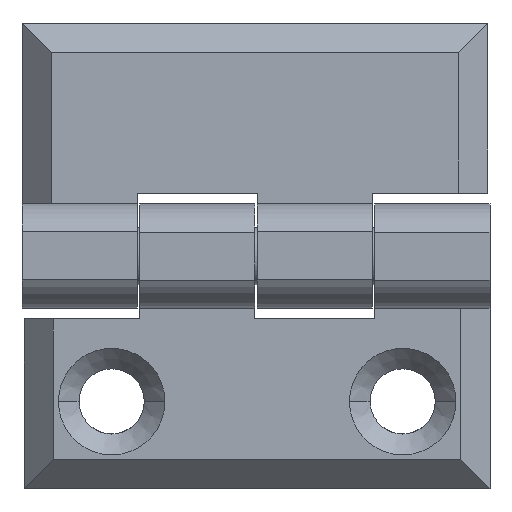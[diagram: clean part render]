
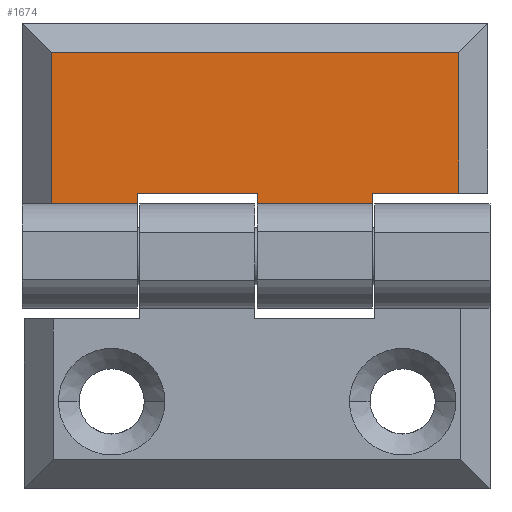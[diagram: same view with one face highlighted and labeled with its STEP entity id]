
A CAD part, top view. The second image highlights one B-rep face of the part: STEP entity #1674.
In plain terms, the highlighted planar face has unit normal (0, 0, 1).
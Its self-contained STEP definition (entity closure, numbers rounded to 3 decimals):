
#41 = DIRECTION ( 'NONE',  ( 0., -1., 0. ) ) ;
#107 = ORIENTED_EDGE ( 'NONE', *, *, #11941, .F. ) ;
#167 = AXIS2_PLACEMENT_3D ( 'NONE', #7000, #7992, #1349 ) ;
#298 = DIRECTION ( 'NONE',  ( 0., 1., 0. ) ) ;
#684 = DIRECTION ( 'NONE',  ( -1., 0., 0. ) ) ;
#754 = VECTOR ( 'NONE', #4262, 1000. ) ;
#1056 = DIRECTION ( 'NONE',  ( -1., 0., 0. ) ) ;
#1299 = VECTOR ( 'NONE', #11619, 1000. ) ;
#1318 = VERTEX_POINT ( 'NONE', #1648 ) ;
#1324 = VERTEX_POINT ( 'NONE', #12148 ) ;
#1349 = DIRECTION ( 'NONE',  ( -1., 0., 0. ) ) ;
#1482 = CARTESIAN_POINT ( 'NONE',  ( -43.623, -22.037, 20.359 ) ) ;
#1648 = CARTESIAN_POINT ( 'NONE',  ( -23.423, -21.137, 20.359 ) ) ;
#1661 = LINE ( 'NONE', #12104, #2723 ) ;
#1674 = ADVANCED_FACE ( 'NONE', ( #11723 ), #3217, .F. ) ;
#1694 = EDGE_CURVE ( 'NONE', #2660, #10794, #11139, .T. ) ;
#2216 = LINE ( 'NONE', #6933, #7702 ) ;
#2588 = CARTESIAN_POINT ( 'NONE',  ( -16.023, -9.037, 20.359 ) ) ;
#2660 = VERTEX_POINT ( 'NONE', #3785 ) ;
#2723 = VECTOR ( 'NONE', #684, 1000. ) ;
#2897 = CARTESIAN_POINT ( 'NONE',  ( -51.023, -9.037, 20.359 ) ) ;
#2947 = CARTESIAN_POINT ( 'NONE',  ( -43.623, -21.289, 20.359 ) ) ;
#2988 = EDGE_CURVE ( 'NONE', #4482, #1318, #9864, .T. ) ;
#3217 = PLANE ( 'NONE',  #167 ) ;
#3442 = ORIENTED_EDGE ( 'NONE', *, *, #8234, .F. ) ;
#3505 = CARTESIAN_POINT ( 'NONE',  ( -33.323, -26.537, 20.359 ) ) ;
#3564 = ORIENTED_EDGE ( 'NONE', *, *, #11659, .F. ) ;
#3699 = ORIENTED_EDGE ( 'NONE', *, *, #4350, .F. ) ;
#3711 = VECTOR ( 'NONE', #4710, 1000. ) ;
#3785 = CARTESIAN_POINT ( 'NONE',  ( -33.323, -22.037, 20.359 ) ) ;
#3809 = LINE ( 'NONE', #2947, #9534 ) ;
#4191 = VECTOR ( 'NONE', #1056, 1000. ) ;
#4262 = DIRECTION ( 'NONE',  ( 0., -1., 0. ) ) ;
#4329 = VERTEX_POINT ( 'NONE', #10559 ) ;
#4350 = EDGE_CURVE ( 'NONE', #12208, #2660, #10620, .T. ) ;
#4382 = CARTESIAN_POINT ( 'NONE',  ( -23.423, -26.537, 20.359 ) ) ;
#4482 = VERTEX_POINT ( 'NONE', #11807 ) ;
#4530 = LINE ( 'NONE', #6450, #10956 ) ;
#4710 = DIRECTION ( 'NONE',  ( -1., 0., 0. ) ) ;
#4911 = EDGE_CURVE ( 'NONE', #5923, #1324, #7754, .T. ) ;
#5459 = EDGE_CURVE ( 'NONE', #4329, #5923, #3809, .T. ) ;
#5467 = ORIENTED_EDGE ( 'NONE', *, *, #6601, .F. ) ;
#5923 = VERTEX_POINT ( 'NONE', #1482 ) ;
#6036 = ORIENTED_EDGE ( 'NONE', *, *, #5459, .F. ) ;
#6095 = VECTOR ( 'NONE', #6467, 1000. ) ;
#6357 = LINE ( 'NONE', #4382, #7508 ) ;
#6450 = CARTESIAN_POINT ( 'NONE',  ( -13.323, -9.037, 20.359 ) ) ;
#6467 = DIRECTION ( 'NONE',  ( 0., 1., 0. ) ) ;
#6601 = EDGE_CURVE ( 'NONE', #7218, #11701, #4530, .T. ) ;
#6634 = ORIENTED_EDGE ( 'NONE', *, *, #2988, .F. ) ;
#6933 = CARTESIAN_POINT ( 'NONE',  ( -51.023, -6.537, 20.359 ) ) ;
#7000 = CARTESIAN_POINT ( 'NONE',  ( -13.323, -6.537, 20.359 ) ) ;
#7218 = VERTEX_POINT ( 'NONE', #2897 ) ;
#7508 = VECTOR ( 'NONE', #9275, 1000. ) ;
#7702 = VECTOR ( 'NONE', #298, 1000. ) ;
#7754 = LINE ( 'NONE', #11487, #4191 ) ;
#7992 = DIRECTION ( 'NONE',  ( 0., 0., -1. ) ) ;
#8234 = EDGE_CURVE ( 'NONE', #10794, #4329, #1661, .T. ) ;
#8275 = ORIENTED_EDGE ( 'NONE', *, *, #10873, .T. ) ;
#8691 = CARTESIAN_POINT ( 'NONE',  ( -13.323, -22.037, 20.359 ) ) ;
#8734 = ORIENTED_EDGE ( 'NONE', *, *, #1694, .F. ) ;
#8800 = CARTESIAN_POINT ( 'NONE',  ( -33.323, -21.137, 20.359 ) ) ;
#9275 = DIRECTION ( 'NONE',  ( 0., 1., 0. ) ) ;
#9534 = VECTOR ( 'NONE', #41, 1000. ) ;
#9864 = LINE ( 'NONE', #10084, #1299 ) ;
#10084 = CARTESIAN_POINT ( 'NONE',  ( -13.323, -21.137, 20.359 ) ) ;
#10559 = CARTESIAN_POINT ( 'NONE',  ( -43.623, -21.137, 20.359 ) ) ;
#10620 = LINE ( 'NONE', #8691, #3711 ) ;
#10794 = VERTEX_POINT ( 'NONE', #8800 ) ;
#10873 = EDGE_CURVE ( 'NONE', #12208, #1318, #6357, .T. ) ;
#10956 = VECTOR ( 'NONE', #11181, 1000. ) ;
#11089 = CARTESIAN_POINT ( 'NONE',  ( -16.023, -6.537, 20.359 ) ) ;
#11139 = LINE ( 'NONE', #3505, #6095 ) ;
#11146 = ORIENTED_EDGE ( 'NONE', *, *, #4911, .F. ) ;
#11181 = DIRECTION ( 'NONE',  ( 1., 0., 0. ) ) ;
#11204 = EDGE_LOOP ( 'NONE', ( #11146, #6036, #3442, #8734, #3699, #8275, #6634, #3564, #5467, #107 ) ) ;
#11382 = CARTESIAN_POINT ( 'NONE',  ( -23.423, -22.037, 20.359 ) ) ;
#11487 = CARTESIAN_POINT ( 'NONE',  ( -13.323, -22.037, 20.359 ) ) ;
#11619 = DIRECTION ( 'NONE',  ( -1., 0., 0. ) ) ;
#11659 = EDGE_CURVE ( 'NONE', #11701, #4482, #11673, .T. ) ;
#11673 = LINE ( 'NONE', #11089, #754 ) ;
#11701 = VERTEX_POINT ( 'NONE', #2588 ) ;
#11723 = FACE_OUTER_BOUND ( 'NONE', #11204, .T. ) ;
#11807 = CARTESIAN_POINT ( 'NONE',  ( -16.023, -21.137, 20.359 ) ) ;
#11941 = EDGE_CURVE ( 'NONE', #1324, #7218, #2216, .T. ) ;
#12104 = CARTESIAN_POINT ( 'NONE',  ( -13.323, -21.137, 20.359 ) ) ;
#12148 = CARTESIAN_POINT ( 'NONE',  ( -51.023, -22.037, 20.359 ) ) ;
#12208 = VERTEX_POINT ( 'NONE', #11382 ) ;
